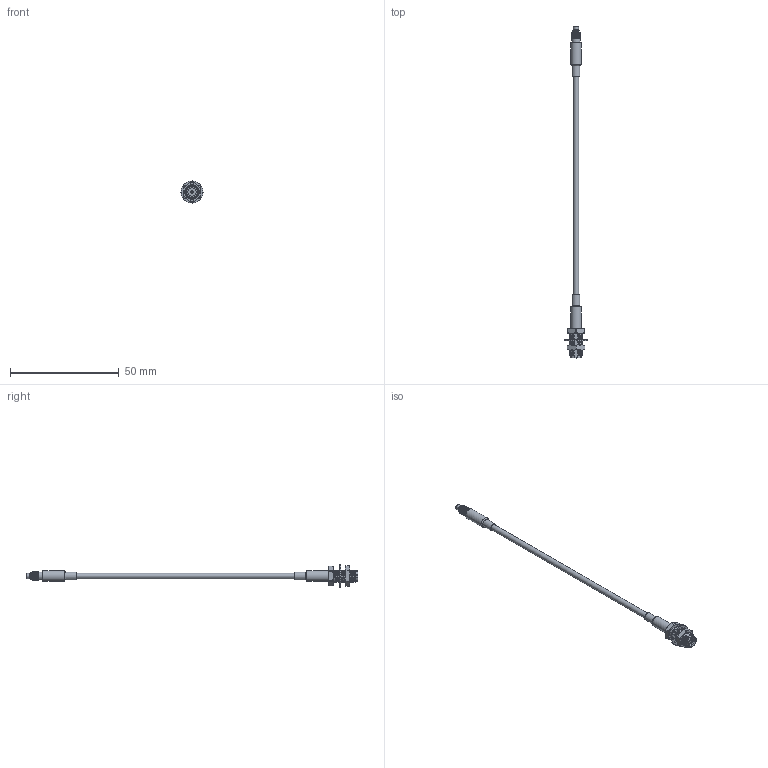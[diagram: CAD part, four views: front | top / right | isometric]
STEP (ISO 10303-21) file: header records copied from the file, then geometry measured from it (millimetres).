
FILE_DESCRIPTION(/* description */ ('Unknown'),/* implementation_level */ '2;1');
FILE_NAME(/* name */ '65503260515303',/* time_stamp */ '2019-06-20T11:53:51+02:00',/* author */ ('Unknown'),/* organization */ ('Unknown'),/* preprocessor_version */ 'ST-DEVELOPER v16.7',/* originating_system */ 'DEX',/* authorisation */ $);
FILE_SCHEMA (('AUTOMOTIVE_DESIGN {1 0 10303 214 3 1 1}'));
Products named in the file (1): 65503260515303
Bounding box: 10.2 x 152.4 x 10.2 mm (x, y, z)
Volume: 1484.8 mm3; surface area: 7166.2 mm2
Topology: 18 solids, 18 shells, 3996 faces, 8339 edges, 4395 vertices
Faces by surface type: bspline 2832, cylinder 884, plane 235, cone 26, torus 19
Full cylindrical faces by diameter (mm): 0.4 x3, 0.52 x2, 0.6 x1, 0.8 x2, 0.92 x1, 1.1 x1, 1.27 x3, 1.28 x2, 1.47 x1, 1.53 x2, 1.55 x2, 1.7 x1, 2 x1, 2.1 x2, 2.38 x1, 2.4 x1, 2.5 x1, 2.6 x3, 2.7 x3, 2.8 x1, 3.1 x2, 3.58 x1, 3.6 x2, 3.8 x4, 3.84 x1, 3.85 x1, 4 x1, 4.8 x2, 4.95 x1, 10.2 x1
Entity records: 160090 total; most frequent: CARTESIAN_POINT 107685, ORIENTED_EDGE 16452, EDGE_CURVE 8226, VERTEX_POINT 4362, FACE_BOUND 4118, EDGE_LOOP 4117, ADVANCED_FACE 3994, DIRECTION 3710
